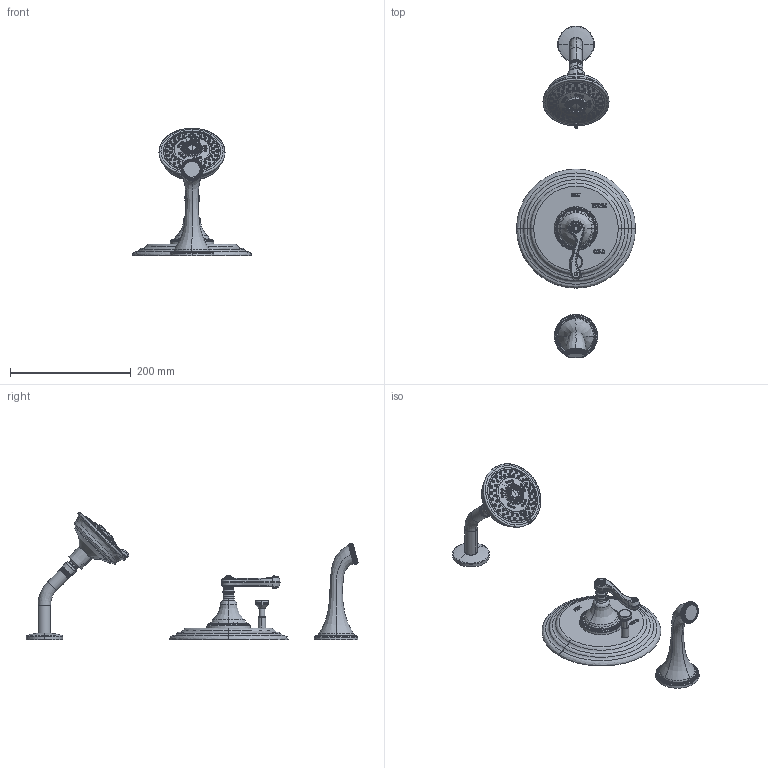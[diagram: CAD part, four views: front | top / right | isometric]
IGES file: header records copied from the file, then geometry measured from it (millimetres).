
Start section:  PTC IGES file: 3-982bp.igs
Global section: file name: 3-982bp.igs; native system: Creo Parametric by PTC Inc.; preprocessor: 2018400; author: jinson.thomas; organization: Unknown; date: 20210525.170212; units: inch
Bounding box: 196.85 x 548.96 x 210.62 mm (x, y, z)
Volume: 1015360.7 mm3; surface area: 149757.8 mm2
Topology: 3 solids, 3 shells, 2622 faces, 6388 edges, 4043 vertices
Faces by surface type: revolution 1624, bspline 731, extrusion 267
